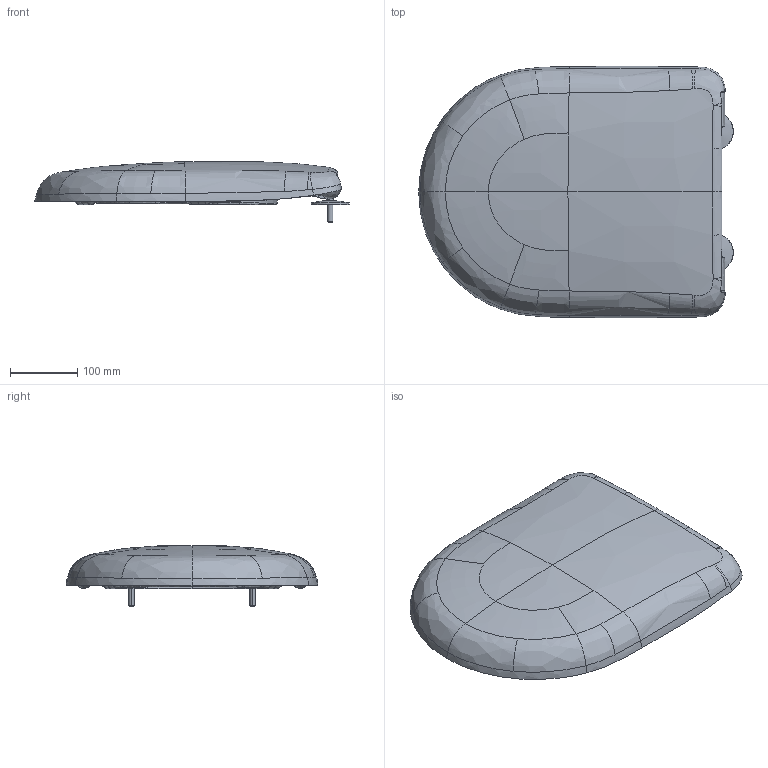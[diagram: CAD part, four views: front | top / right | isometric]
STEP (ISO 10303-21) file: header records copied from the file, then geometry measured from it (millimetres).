
FILE_DESCRIPTION(/* description */ (''),/* implementation_level */ '2;1');
FILE_NAME(/* name */ '8M67S1_WCS.stp',/* time_stamp */ '2023-04-26T07:56:24+02:00',/* author */ (''),/* organization */ (''),/* preprocessor_version */ 'ST-DEVELOPER v18.1',/* originating_system */ 'SIEMENS PLM Software NX 1973',/* authorisation */ '');
FILE_SCHEMA (('AUTOMOTIVE_DESIGN { 1 0 10303 214 3 1 1 1 }'));
Products named in the file (1): Muel60FCEF55pi7h
Bounding box: 466.85 x 373.04 x 90.31 mm (x, y, z)
Volume: 1722881.7 mm3; surface area: 609683.6 mm2
Topology: 10 solids, 11 shells, 686 faces, 1641 edges, 985 vertices
Faces by surface type: bspline 578, cylinder 30, plane 28, extrusion 18, sphere 10, cone 10, revolution 8, torus 4
Full cylindrical faces by diameter (mm): 10 x3
Entity records: 58238 total; most frequent: CARTESIAN_POINT 47293, ORIENTED_EDGE 3306, EDGE_CURVE 1653, B_SPLINE_CURVE_WITH_KNOTS 1022, VERTEX_POINT 1005, EDGE_LOOP 702, ADVANCED_FACE 685, FACE_OUTER_BOUND 667
